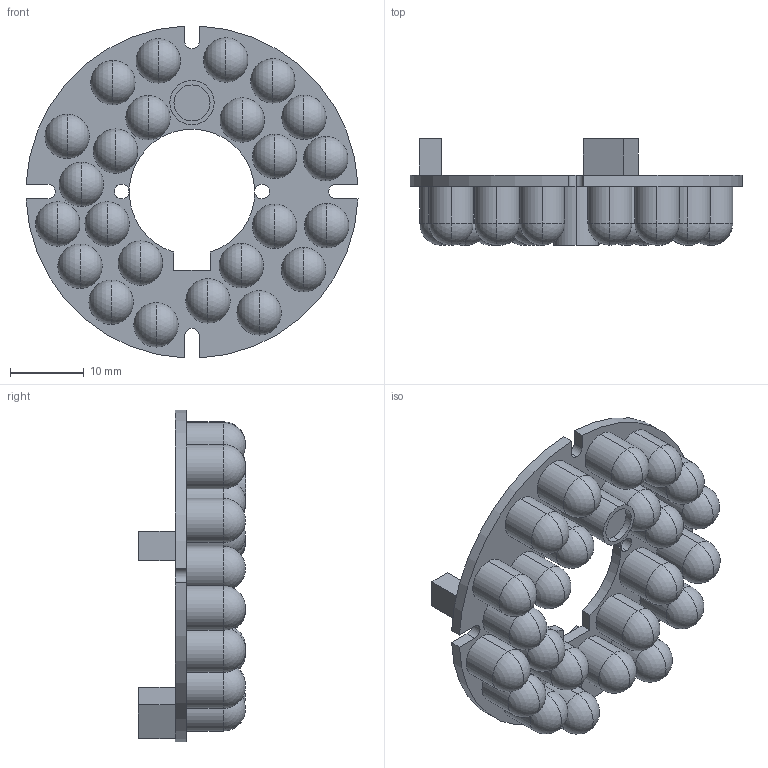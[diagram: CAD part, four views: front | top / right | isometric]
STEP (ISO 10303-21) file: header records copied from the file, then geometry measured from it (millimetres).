
FILE_DESCRIPTION (( 'STEP AP203' ), '1' );
FILE_NAME ('LED_IR.step', '2026-01-28T22:38:17', ( '' ), ( '' ), 'SwSTEP 2.0', 'SolidWorks 2025', '' );
FILE_SCHEMA (( 'CONFIG_CONTROL_DESIGN' ));
Length unit declared in the file: millimetre
Products named in the file (1): LED_IR
Bounding box: 44.96 x 14.5 x 44.96 mm (x, y, z)
Volume: 7055.6 mm3; surface area: 6368.9 mm2
Topology: 1 solids, 1 shells, 151 faces, 429 edges, 262 vertices
Faces by surface type: cylinder 68, sphere 48, plane 35
Entity records: 4304 total; most frequent: DIRECTION 821, CARTESIAN_POINT 699, ORIENTED_EDGE 666, AXIS2_PLACEMENT_3D 336, EDGE_CURVE 333, VERTEX_POINT 214, EDGE_LOOP 185, CIRCLE 184
